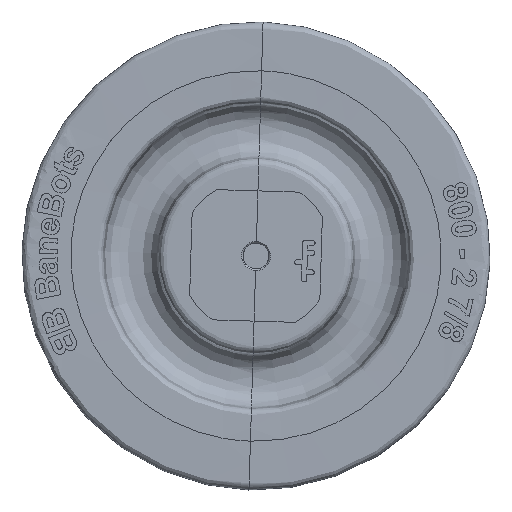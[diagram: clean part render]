
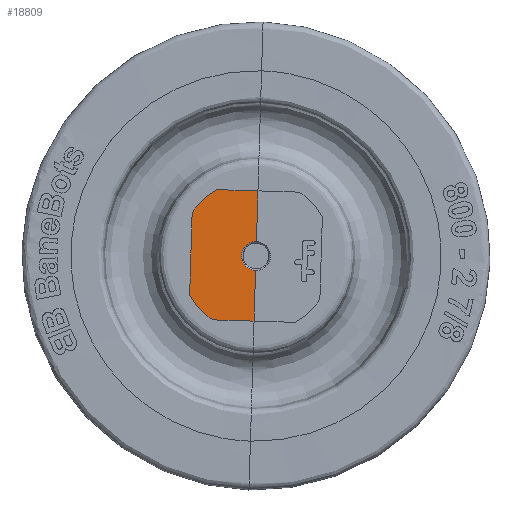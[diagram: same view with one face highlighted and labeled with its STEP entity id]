
A CAD part, left-side view. The second image highlights one B-rep face of the part: STEP entity #18809.
In plain terms, the highlighted free-form (B-spline) face has degree [2, 1] with [5, 2] control points.
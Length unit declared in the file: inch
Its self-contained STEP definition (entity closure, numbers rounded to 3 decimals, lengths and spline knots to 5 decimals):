
#347 = CARTESIAN_POINT ( 'NONE',  ( 3.53701, -1.55644, -0.27586 ) ) ;
#684 =( BOUNDED_CURVE ( )  B_SPLINE_CURVE ( 2, ( #7337, #23383, #1978 ),
 .UNSPECIFIED., .F., .F. ) 
 B_SPLINE_CURVE_WITH_KNOTS ( ( 3, 3 ),
 ( 2.14042, 2.57197 ),
 .UNSPECIFIED. ) 
 CURVE ( )  GEOMETRIC_REPRESENTATION_ITEM ( )  RATIONAL_B_SPLINE_CURVE ( ( 1., 0.977, 1. ) ) 
 REPRESENTATION_ITEM ( '' )  );
#779 = CARTESIAN_POINT ( 'NONE',  ( 3.53701, -1.62164, -1.02201 ) ) ;
#1044 = CARTESIAN_POINT ( 'NONE',  ( 3.53701, -1.49767, -0.3618 ) ) ;
#1612 = VERTEX_POINT ( 'NONE', #1044 ) ;
#1647 = CARTESIAN_POINT ( 'NONE',  ( 3.53701, -1.89244, -0.54122 ) ) ;
#1885 = CARTESIAN_POINT ( 'NONE',  ( 3.53701, -1.64577, -0.22238 ) ) ;
#1890 = B_SPLINE_CURVE_WITH_KNOTS ( 'NONE', 1,
 ( #7563, #20406 ),
 .UNSPECIFIED., .F., .F.,
 ( 2, 2 ),
 ( -0.51285, 0. ),
 .UNSPECIFIED. ) ;
#1978 = CARTESIAN_POINT ( 'NONE',  ( 3.53701, -1.62164, -1.02201 ) ) ;
#2487 = EDGE_CURVE ( 'NONE', #22500, #19008, #13803, .T. ) ;
#2602 = FACE_OUTER_BOUND ( 'NONE', #7773, .T. ) ;
#2887 = CARTESIAN_POINT ( 'NONE',  ( 3.53701, -1.88709, -0.71862 ) ) ;
#2890 = EDGE_CURVE ( 'NONE', #1612, #13330, #1890, .T. ) ;
#2968 = CARTESIAN_POINT ( 'NONE',  ( 3.53701, -1.8777, -1.02974 ) ) ;
#3331 = EDGE_CURVE ( 'NONE', #22193, #13858, #18003, .T. ) ;
#4299 = CARTESIAN_POINT ( 'NONE',  ( 3.53701, -1.62164, -1.02201 ) ) ;
#4540 = CARTESIAN_POINT ( 'NONE',  ( 3.53701, -1.48222, -0.87392 ) ) ;
#4631 = CARTESIAN_POINT ( 'NONE',  ( 3.53701, -1.41498, -0.6156 ) ) ;
#4806 = CARTESIAN_POINT ( 'NONE',  ( 3.53701, -1.79839, -0.71595 ) ) ;
#4869 = VERTEX_POINT ( 'NONE', #2887 ) ;
#4915 = ORIENTED_EDGE ( 'NONE', *, *, #2890, .T. ) ;
#5096 = VERTEX_POINT ( 'NONE', #10711 ) ;
#5961 = CARTESIAN_POINT ( 'NONE',  ( 3.53701, -1.87544, -1.10471 ) ) ;
#6138 = CARTESIAN_POINT ( 'NONE',  ( 3.53701, -1.88709, -0.71862 ) ) ;
#6188 = CARTESIAN_POINT ( 'NONE',  ( 3.53701, -1.79839, -0.71595 ) ) ;
#6606 = ORIENTED_EDGE ( 'NONE', *, *, #3331, .T. ) ;
#6637 = ORIENTED_EDGE ( 'NONE', *, *, #16150, .T. ) ;
#6823 = CARTESIAN_POINT ( 'NONE',  ( 3.53701, -1.80106, -0.62725 ) ) ;
#7079 =( BOUNDED_CURVE ( )  B_SPLINE_CURVE ( 2, ( #13179, #347, #14859 ),
 .UNSPECIFIED., .F., .T. ) 
 B_SPLINE_CURVE_WITH_KNOTS ( ( 3, 3 ),
 ( 0.56962, 1.00118 ),
 .UNSPECIFIED. ) 
 CURVE ( )  GEOMETRIC_REPRESENTATION_ITEM ( )  RATIONAL_B_SPLINE_CURVE ( ( 1., 0.977, 1. ) ) 
 REPRESENTATION_ITEM ( '' )  );
#7337 = CARTESIAN_POINT ( 'NONE',  ( 3.53701, -1.48222, -0.87392 ) ) ;
#7563 = CARTESIAN_POINT ( 'NONE',  ( 3.53701, -1.49767, -0.3618 ) ) ;
#7748 = CARTESIAN_POINT ( 'NONE',  ( 3.53701, -1.80374, -0.53855 ) ) ;
#7773 = EDGE_LOOP ( 'NONE', ( #10826, #14872, #14249, #10153, #6637, #4915, #17731, #6606 ) ) ;
#8085 = CARTESIAN_POINT ( 'NONE',  ( 3.53701, -1.4293, -0.14081 ) ) ;
#8518 = EDGE_CURVE ( 'NONE', #22500, #5096, #20676, .T. ) ;
#8812 = EDGE_CURVE ( 'NONE', #13330, #22193, #684, .T. ) ;
#9699 =( BOUNDED_SURFACE ( )  B_SPLINE_SURFACE ( 2, 1, ( 
 ( #20820, #11768 ),
 ( #8085, #7748 ),
 ( #4631, #22238 ),
 ( #22462, #6188 ),
 ( #5961, #15339 ) ),
 .UNSPECIFIED., .F., .F., .F. ) 
 B_SPLINE_SURFACE_WITH_KNOTS ( ( 3, 2, 3 ),
 ( 2, 2 ),
 ( 0., 1.5708, 3.14159 ),
 ( 2.02969, 2.41595 ),
 .UNSPECIFIED. ) 
 GEOMETRIC_REPRESENTATION_ITEM ( )  RATIONAL_B_SPLINE_SURFACE ( (
 ( 1., 1.),
 ( 0.707, 0.707),
 ( 1., 1.),
 ( 0.707, 0.707),
 ( 1., 1.) ) ) 
 REPRESENTATION_ITEM ( '' )  SURFACE ( )  );
#9778 = EDGE_CURVE ( 'NONE', #13858, #4869, #11284, .T. ) ;
#10153 = ORIENTED_EDGE ( 'NONE', *, *, #8518, .T. ) ;
#10163 = CARTESIAN_POINT ( 'NONE',  ( 3.53701, -1.89244, -0.54122 ) ) ;
#10711 = CARTESIAN_POINT ( 'NONE',  ( 3.53701, -1.64577, -0.22238 ) ) ;
#10826 = ORIENTED_EDGE ( 'NONE', *, *, #9778, .T. ) ;
#11284 = B_SPLINE_CURVE_WITH_KNOTS ( 'NONE', 1,
 ( #15173, #6138 ),
 .UNSPECIFIED., .F., .F.,
 ( 2, 2 ),
 ( 2.10469, 2.41595 ),
 .UNSPECIFIED. ) ;
#11640 = EDGE_CURVE ( 'NONE', #19008, #4869, #18762, .T. ) ;
#11768 = CARTESIAN_POINT ( 'NONE',  ( 3.53701, -1.89244, -0.54122 ) ) ;
#13179 = CARTESIAN_POINT ( 'NONE',  ( 3.53701, -1.64577, -0.22238 ) ) ;
#13330 = VERTEX_POINT ( 'NONE', #4540 ) ;
#13803 = B_SPLINE_CURVE_WITH_KNOTS ( 'NONE', 1,
 ( #20093, #14489 ),
 .UNSPECIFIED., .F., .F.,
 ( 2, 2 ),
 ( 2.10469, 2.41595 ),
 .UNSPECIFIED. ) ;
#13858 = VERTEX_POINT ( 'NONE', #19087 ) ;
#14249 = ORIENTED_EDGE ( 'NONE', *, *, #2487, .F. ) ;
#14489 = CARTESIAN_POINT ( 'NONE',  ( 3.53701, -1.89244, -0.54122 ) ) ;
#14859 = CARTESIAN_POINT ( 'NONE',  ( 3.53701, -1.49767, -0.3618 ) ) ;
#14872 = ORIENTED_EDGE ( 'NONE', *, *, #11640, .F. ) ;
#15173 = CARTESIAN_POINT ( 'NONE',  ( 3.53701, -1.8777, -1.02974 ) ) ;
#15339 = CARTESIAN_POINT ( 'NONE',  ( 3.53701, -1.88709, -0.71862 ) ) ;
#16150 = EDGE_CURVE ( 'NONE', #5096, #1612, #7079, .T. ) ;
#16411 = CARTESIAN_POINT ( 'NONE',  ( 3.53701, -1.90183, -0.2301 ) ) ;
#17731 = ORIENTED_EDGE ( 'NONE', *, *, #8812, .T. ) ;
#18003 = B_SPLINE_CURVE_WITH_KNOTS ( 'NONE', 1,
 ( #4299, #2968 ),
 .UNSPECIFIED., .F., .F.,
 ( 2, 2 ),
 ( -0.51285, -0.25643 ),
 .UNSPECIFIED. ) ;
#18762 =( BOUNDED_CURVE ( )  B_SPLINE_CURVE ( 2, ( #10163, #21454, #6823, #4806, #21216 ),
 .UNSPECIFIED., .F., .F. ) 
 B_SPLINE_CURVE_WITH_KNOTS ( ( 3, 2, 3 ),
 ( 0., 1.5708, 3.14159 ),
 .UNSPECIFIED. ) 
 CURVE ( )  GEOMETRIC_REPRESENTATION_ITEM ( )  RATIONAL_B_SPLINE_CURVE ( ( 1., 0.707, 1., 0.707, 1. ) ) 
 REPRESENTATION_ITEM ( '' )  );
#18809 = ADVANCED_FACE ( 'NONE', ( #2602 ), #9699, .T. ) ;
#19008 = VERTEX_POINT ( 'NONE', #1647 ) ;
#19087 = CARTESIAN_POINT ( 'NONE',  ( 3.53701, -1.8777, -1.02974 ) ) ;
#20093 = CARTESIAN_POINT ( 'NONE',  ( 3.53701, -1.90183, -0.2301 ) ) ;
#20406 = CARTESIAN_POINT ( 'NONE',  ( 3.53701, -1.48222, -0.87392 ) ) ;
#20676 = B_SPLINE_CURVE_WITH_KNOTS ( 'NONE', 1,
 ( #16411, #1885 ),
 .UNSPECIFIED., .F., .F.,
 ( 2, 2 ),
 ( -0.26258, 0. ),
 .UNSPECIFIED. ) ;
#20820 = CARTESIAN_POINT ( 'NONE',  ( 3.53701, -1.90409, -0.15514 ) ) ;
#21216 = CARTESIAN_POINT ( 'NONE',  ( 3.53701, -1.88709, -0.71862 ) ) ;
#21454 = CARTESIAN_POINT ( 'NONE',  ( 3.53701, -1.80374, -0.53855 ) ) ;
#22193 = VERTEX_POINT ( 'NONE', #779 ) ;
#22238 = CARTESIAN_POINT ( 'NONE',  ( 3.53701, -1.80106, -0.62725 ) ) ;
#22462 = CARTESIAN_POINT ( 'NONE',  ( 3.53701, -1.40066, -1.09038 ) ) ;
#22500 = VERTEX_POINT ( 'NONE', #22719 ) ;
#22719 = CARTESIAN_POINT ( 'NONE',  ( 3.53701, -1.90183, -0.2301 ) ) ;
#23383 = CARTESIAN_POINT ( 'NONE',  ( 3.53701, -1.5357, -0.96325 ) ) ;
